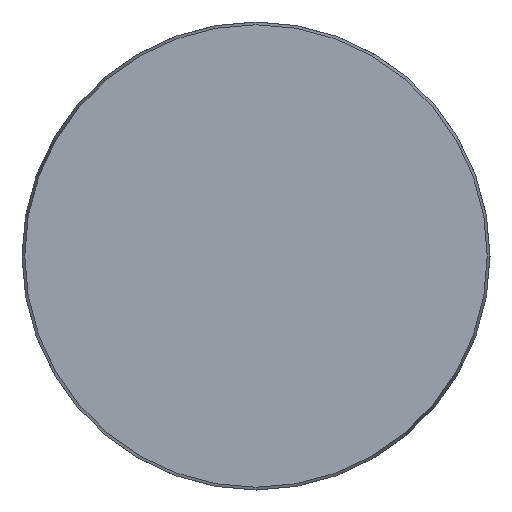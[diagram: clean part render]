
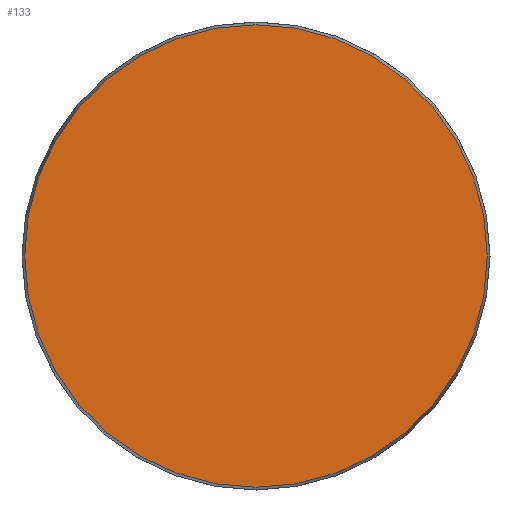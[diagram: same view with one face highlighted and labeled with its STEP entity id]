
A CAD part, front view. The second image highlights one B-rep face of the part: STEP entity #133.
In plain terms, the highlighted planar face has unit normal (0, -1, 0).
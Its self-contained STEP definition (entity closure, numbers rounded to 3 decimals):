
#14 = VERTEX_POINT ( 'NONE', #538 ) ;
#81 = ORIENTED_EDGE ( 'NONE', *, *, #309, .T. ) ;
#119 = DIRECTION ( 'NONE',  ( 0., 1., 0. ) ) ;
#133 = ADVANCED_FACE ( 'NONE', ( #341 ), #419, .F. ) ;
#170 = DIRECTION ( 'NONE',  ( 0., 0., -1. ) ) ;
#183 = CIRCLE ( 'NONE', #260, 48.425 ) ;
#221 = CARTESIAN_POINT ( 'NONE',  ( 0., 0., 0. ) ) ;
#260 = AXIS2_PLACEMENT_3D ( 'NONE', #221, #271, #170 ) ;
#271 = DIRECTION ( 'NONE',  ( 0., -1., 0. ) ) ;
#288 = DIRECTION ( 'NONE',  ( 0., 0., 1. ) ) ;
#309 = EDGE_CURVE ( 'NONE', #14, #14, #183, .T. ) ;
#332 = CARTESIAN_POINT ( 'NONE',  ( -48.425, 0., 0. ) ) ;
#341 = FACE_OUTER_BOUND ( 'NONE', #453, .T. ) ;
#419 = PLANE ( 'NONE',  #550 ) ;
#453 = EDGE_LOOP ( 'NONE', ( #81 ) ) ;
#538 = CARTESIAN_POINT ( 'NONE',  ( 0., 0., -48.425 ) ) ;
#550 = AXIS2_PLACEMENT_3D ( 'NONE', #332, #119, #288 ) ;
